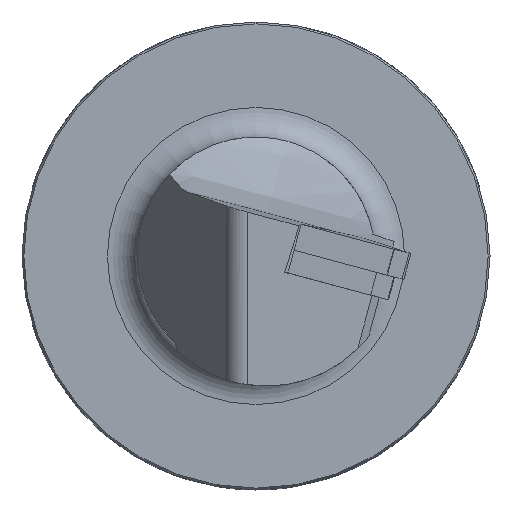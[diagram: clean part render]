
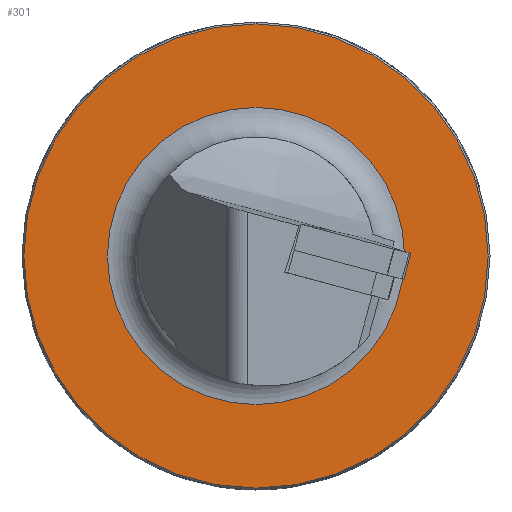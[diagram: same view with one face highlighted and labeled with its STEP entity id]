
A CAD part, left-side view. The second image highlights one B-rep face of the part: STEP entity #301.
In plain terms, the highlighted planar face has unit normal (-1, 0, 0).
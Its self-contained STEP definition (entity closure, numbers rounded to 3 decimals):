
#229=FACE_BOUND('',#493,.T.);
#230=FACE_BOUND('',#494,.T.);
#239=CIRCLE('',#1381,31.25);
#246=CIRCLE('',#1424,20.);
#301=ADVANCED_FACE('',(#229,#230),#356,.T.);
#356=PLANE('',#1425);
#493=EDGE_LOOP('',(#698));
#494=EDGE_LOOP('',(#699));
#698=ORIENTED_EDGE('',*,*,#1072,.F.);
#699=ORIENTED_EDGE('',*,*,#1015,.T.);
#890=VERTEX_POINT('',#1973);
#932=VERTEX_POINT('',#2552);
#1015=EDGE_CURVE('',#890,#890,#239,.T.);
#1072=EDGE_CURVE('',#932,#932,#246,.T.);
#1381=AXIS2_PLACEMENT_3D('',#1972,#1534,#1535);
#1424=AXIS2_PLACEMENT_3D('',#2551,#1644,#1645);
#1425=AXIS2_PLACEMENT_3D('',#2553,#1646,#1647);
#1534=DIRECTION('',(-1.,0.,0.));
#1535=DIRECTION('',(0.,0.,1.));
#1644=DIRECTION('',(-1.,0.,0.));
#1645=DIRECTION('',(0.,0.,-1.));
#1646=DIRECTION('',(-1.,0.,0.));
#1647=DIRECTION('',(0.,0.,1.));
#1972=CARTESIAN_POINT('',(68.,0.,0.));
#1973=CARTESIAN_POINT('',(68.,0.,31.25));
#2551=CARTESIAN_POINT('',(68.,0.,0.));
#2552=CARTESIAN_POINT('',(68.,0.,-20.));
#2553=CARTESIAN_POINT('',(68.,183.879,0.));
